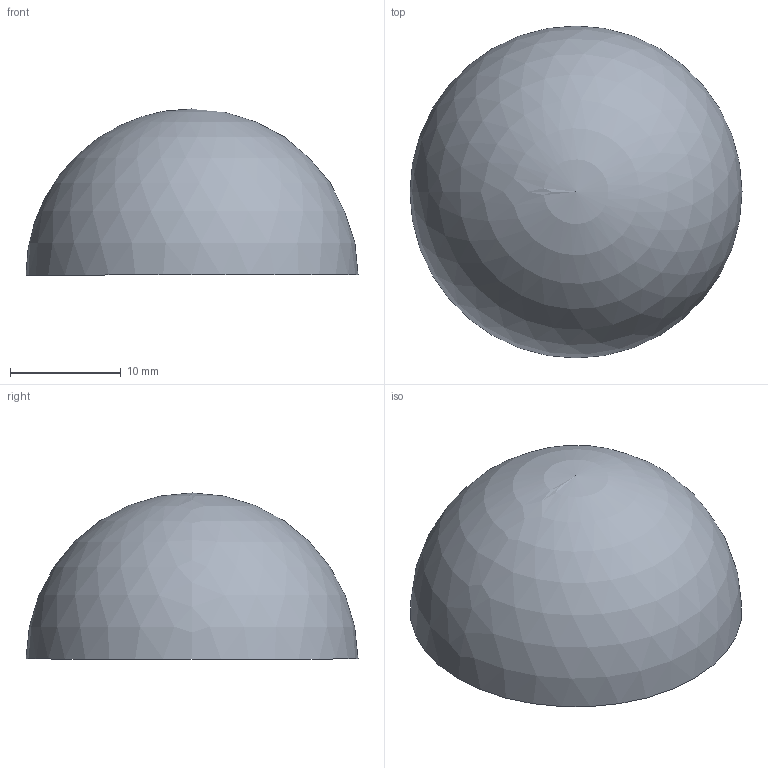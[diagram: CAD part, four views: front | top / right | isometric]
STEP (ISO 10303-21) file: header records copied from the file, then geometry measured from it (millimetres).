
FILE_DESCRIPTION (( 'STEP AP203' ), '1' );
FILE_NAME ('620030-VA.step', '2020-07-15T11:51:18', ( '' ), ( '' ), 'SwSTEP 2.0', 'SolidWorks 2018', '' );
FILE_SCHEMA (( 'CONFIG_CONTROL_DESIGN' ));
Length unit declared in the file: millimetre
Products named in the file (1): 620030-VA
Bounding box: 30 x 30 x 15 mm (x, y, z)
Volume: 2467.1 mm3; surface area: 2656.2 mm2
Topology: 1 solids, 1 shells, 220 faces, 584 edges, 390 vertices
Faces by surface type: bspline 104, plane 89, sphere 27
Entity records: 11335 total; most frequent: CARTESIAN_POINT 6339, ORIENTED_EDGE 1160, DIRECTION 786, EDGE_CURVE 580, VERTEX_POINT 388, AXIS2_PLACEMENT_3D 297, EDGE_LOOP 246, FACE_OUTER_BOUND 220
